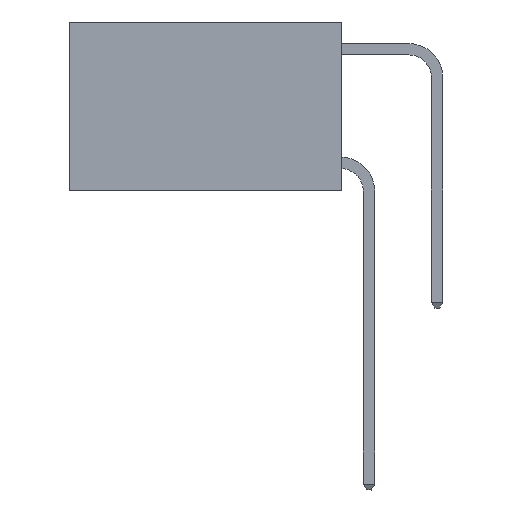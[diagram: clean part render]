
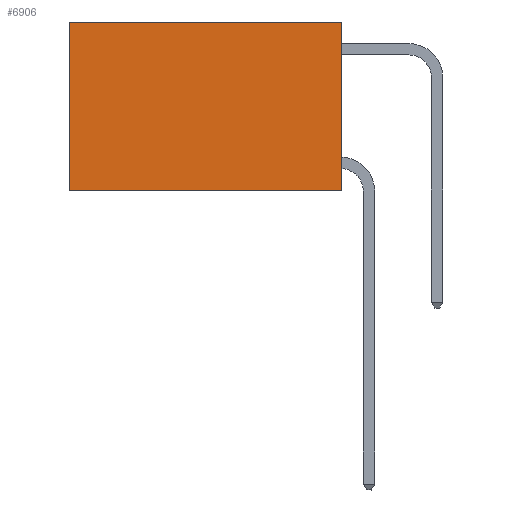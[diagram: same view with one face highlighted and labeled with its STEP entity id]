
A CAD part, left-side view. The second image highlights one B-rep face of the part: STEP entity #6906.
In plain terms, the highlighted planar face has unit normal (-1, 0, 0).
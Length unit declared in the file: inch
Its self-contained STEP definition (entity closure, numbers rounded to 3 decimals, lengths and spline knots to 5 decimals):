
#324 = DIRECTION ( 'NONE',  ( 0., 1., 0. ) ) ;
#662 = ORIENTED_EDGE ( 'NONE', *, *, #4850, .F. ) ;
#1068 = DIRECTION ( 'NONE',  ( 0., 0., -1. ) ) ;
#1313 = CARTESIAN_POINT ( 'NONE',  ( 0.2625, 0., 0. ) ) ;
#1572 = CARTESIAN_POINT ( 'NONE',  ( 0.2625, 0.6, 0. ) ) ;
#1970 = DIRECTION ( 'NONE',  ( 0., 0., -1. ) ) ;
#1989 = CARTESIAN_POINT ( 'NONE',  ( 0.2625, 0.6, 0. ) ) ;
#2401 = DIRECTION ( 'NONE',  ( 0., 0., -1. ) ) ;
#2653 = VERTEX_POINT ( 'NONE', #5935 ) ;
#2736 = EDGE_CURVE ( 'NONE', #2653, #3825, #6132, .T. ) ;
#3118 = EDGE_CURVE ( 'NONE', #3825, #7946, #4362, .T. ) ;
#3498 = ORIENTED_EDGE ( 'NONE', *, *, #4831, .F. ) ;
#3825 = VERTEX_POINT ( 'NONE', #1572 ) ;
#4362 = LINE ( 'NONE', #1989, #12009 ) ;
#4831 = EDGE_CURVE ( 'NONE', #2653, #11308, #10433, .T. ) ;
#4850 = EDGE_CURVE ( 'NONE', #11308, #7946, #5137, .T. ) ;
#5137 = LINE ( 'NONE', #12499, #7489 ) ;
#5371 = DIRECTION ( 'NONE',  ( 0., 1., 0. ) ) ;
#5404 = CARTESIAN_POINT ( 'NONE',  ( 0.2625, 0., 0. ) ) ;
#5935 = CARTESIAN_POINT ( 'NONE',  ( 0.2625, 0., 0. ) ) ;
#6040 = FACE_OUTER_BOUND ( 'NONE', #9047, .T. ) ;
#6132 = LINE ( 'NONE', #5404, #11088 ) ;
#6273 = CARTESIAN_POINT ( 'NONE',  ( 0.2625, 0., -0.37 ) ) ;
#6290 = PLANE ( 'NONE',  #12429 ) ;
#6906 = ADVANCED_FACE ( 'NONE', ( #6040 ), #6290, .F. ) ;
#7294 = DIRECTION ( 'NONE',  ( 1., 0., 0. ) ) ;
#7489 = VECTOR ( 'NONE', #324, 39.37008 ) ;
#7812 = VECTOR ( 'NONE', #2401, 39.37008 ) ;
#7946 = VERTEX_POINT ( 'NONE', #8915 ) ;
#8915 = CARTESIAN_POINT ( 'NONE',  ( 0.2625, 0.6, -0.37 ) ) ;
#9047 = EDGE_LOOP ( 'NONE', ( #11188, #662, #3498, #11502 ) ) ;
#10433 = LINE ( 'NONE', #1313, #7812 ) ;
#11088 = VECTOR ( 'NONE', #5371, 39.37008 ) ;
#11188 = ORIENTED_EDGE ( 'NONE', *, *, #3118, .T. ) ;
#11308 = VERTEX_POINT ( 'NONE', #6273 ) ;
#11502 = ORIENTED_EDGE ( 'NONE', *, *, #2736, .T. ) ;
#12009 = VECTOR ( 'NONE', #1970, 39.37008 ) ;
#12218 = CARTESIAN_POINT ( 'NONE',  ( 0.2625, 0., 0. ) ) ;
#12429 = AXIS2_PLACEMENT_3D ( 'NONE', #12218, #7294, #1068 ) ;
#12499 = CARTESIAN_POINT ( 'NONE',  ( 0.2625, 0., -0.37 ) ) ;
